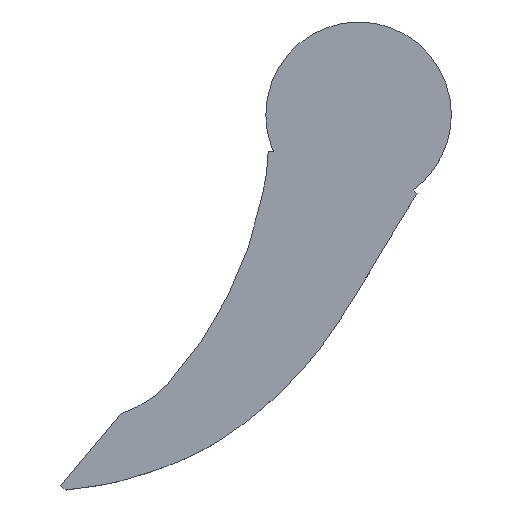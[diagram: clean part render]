
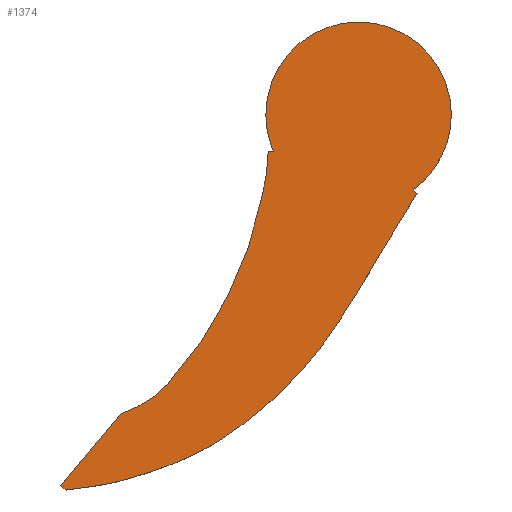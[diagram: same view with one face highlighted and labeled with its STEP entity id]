
A CAD part, top view. The second image highlights one B-rep face of the part: STEP entity #1374.
In plain terms, the highlighted planar face has unit normal (0, 0, 1).
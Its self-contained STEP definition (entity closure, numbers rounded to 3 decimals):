
#727=CARTESIAN_POINT('Vertex',(37.,0.,15.)) ;
#730=CARTESIAN_POINT('Axis2P3D Location',(0.,0.,15.)) ;
#734=CARTESIAN_POINT('Vertex',(21.762,-29.923,15.)) ;
#754=CARTESIAN_POINT('Line Origine',(22.545,-30.678,15.)) ;
#758=CARTESIAN_POINT('Vertex',(23.328,-31.432,15.)) ;
#778=CARTESIAN_POINT('Axis2P3D Location',(798.018,-518.377,15.)) ;
#782=CARTESIAN_POINT('Vertex',(9.716,-53.792,15.)) ;
#802=CARTESIAN_POINT('Axis2P3D Location',(-790.588,417.866,15.)) ;
#806=CARTESIAN_POINT('Vertex',(-8.051,-82.718,15.)) ;
#826=CARTESIAN_POINT('Axis2P3D Location',(-136.533,-0.529,15.)) ;
#830=CARTESIAN_POINT('Vertex',(-30.017,-109.693,15.)) ;
#850=CARTESIAN_POINT('Axis2P3D Location',(-140.727,3.769,15.)) ;
#854=CARTESIAN_POINT('Vertex',(-54.768,-129.428,15.)) ;
#874=CARTESIAN_POINT('Axis2P3D Location',(-111.696,-41.214,15.)) ;
#878=CARTESIAN_POINT('Vertex',(-72.36,-138.555,15.)) ;
#898=CARTESIAN_POINT('Axis2P3D Location',(-139.695,28.069,15.)) ;
#902=CARTESIAN_POINT('Vertex',(-88.487,-144.196,15.)) ;
#922=CARTESIAN_POINT('Line Origine',(-90.334,-144.745,15.)) ;
#926=CARTESIAN_POINT('Vertex',(-92.18,-145.294,15.)) ;
#946=CARTESIAN_POINT('Axis2P3D Location',(-117.094,-61.482,15.)) ;
#950=CARTESIAN_POINT('Vertex',(-105.416,-148.135,15.)) ;
#970=CARTESIAN_POINT('Line Origine',(-111.035,-148.892,15.)) ;
#974=CARTESIAN_POINT('Vertex',(-116.653,-149.649,15.)) ;
#994=CARTESIAN_POINT('Line Origine',(-117.75,-148.728,15.)) ;
#998=CARTESIAN_POINT('Vertex',(-118.848,-147.807,15.)) ;
#1018=CARTESIAN_POINT('Line Origine',(-106.935,-133.61,15.)) ;
#1022=CARTESIAN_POINT('Vertex',(-95.021,-119.412,15.)) ;
#1042=CARTESIAN_POINT('Axis2P3D Location',(-109.166,-76.646,15.)) ;
#1046=CARTESIAN_POINT('Vertex',(-75.959,-107.081,15.)) ;
#1061=CARTESIAN_POINT('Axis2P3D Location',(-109.166,-76.646,15.)) ;
#1065=CARTESIAN_POINT('Vertex',(-75.767,-106.87,15.)) ;
#1085=CARTESIAN_POINT('Axis2P3D Location',(-191.814,-2.24,15.)) ;
#1089=CARTESIAN_POINT('Vertex',(-38.543,-32.608,15.)) ;
#1109=CARTESIAN_POINT('Line Origine',(-38.13,-30.524,15.)) ;
#1113=CARTESIAN_POINT('Vertex',(-37.717,-28.44,15.)) ;
#1128=CARTESIAN_POINT('Line Origine',(-37.206,-25.86,15.)) ;
#1132=CARTESIAN_POINT('Vertex',(-36.695,-23.281,15.)) ;
#1152=CARTESIAN_POINT('Line Origine',(-36.376,-18.975,15.)) ;
#1156=CARTESIAN_POINT('Vertex',(-36.058,-14.669,15.)) ;
#1176=CARTESIAN_POINT('Line Origine',(-35.013,-14.669,15.)) ;
#1180=CARTESIAN_POINT('Vertex',(-33.968,-14.669,15.)) ;
#1195=CARTESIAN_POINT('Axis2P3D Location',(0.,0.,15.)) ;
#1199=CARTESIAN_POINT('Vertex',(-37.,0.,15.)) ;
#1219=CARTESIAN_POINT('Axis2P3D Location',(0.,0.,15.)) ;
#1345=CARTESIAN_POINT('Axis2P3D Location',(0.,0.,15.)) ;
#731=DIRECTION('Axis2P3D Direction',(0.,0.,1.)) ;
#755=DIRECTION('Vector Direction',(0.72,-0.694,0.)) ;
#779=DIRECTION('Axis2P3D Direction',(0.,0.,1.)) ;
#803=DIRECTION('Axis2P3D Direction',(0.,0.,1.)) ;
#827=DIRECTION('Axis2P3D Direction',(0.,0.,1.)) ;
#851=DIRECTION('Axis2P3D Direction',(0.,0.,1.)) ;
#875=DIRECTION('Axis2P3D Direction',(0.,0.,1.)) ;
#899=DIRECTION('Axis2P3D Direction',(0.,0.,1.)) ;
#923=DIRECTION('Vector Direction',(0.959,0.285,0.)) ;
#947=DIRECTION('Axis2P3D Direction',(0.,0.,1.)) ;
#971=DIRECTION('Vector Direction',(0.991,0.134,0.)) ;
#995=DIRECTION('Vector Direction',(0.766,-0.643,0.)) ;
#1019=DIRECTION('Vector Direction',(-0.643,-0.766,0.)) ;
#1043=DIRECTION('Axis2P3D Direction',(0.,0.,1.)) ;
#1062=DIRECTION('Axis2P3D Direction',(0.,0.,1.)) ;
#1086=DIRECTION('Axis2P3D Direction',(0.,0.,1.)) ;
#1110=DIRECTION('Vector Direction',(-0.194,-0.981,0.)) ;
#1129=DIRECTION('Vector Direction',(-0.194,-0.981,0.)) ;
#1153=DIRECTION('Vector Direction',(0.074,0.997,0.)) ;
#1177=DIRECTION('Vector Direction',(1.,0.,0.)) ;
#1196=DIRECTION('Axis2P3D Direction',(0.,0.,1.)) ;
#1220=DIRECTION('Axis2P3D Direction',(0.,0.,1.)) ;
#1346=DIRECTION('Axis2P3D Direction',(0.,0.,1.)) ;
#1347=DIRECTION('Axis2P3D XDirection',(1.,0.,0.)) ;
#732=AXIS2_PLACEMENT_3D('Circle Axis2P3D',#730,#731,$) ;
#780=AXIS2_PLACEMENT_3D('Circle Axis2P3D',#778,#779,$) ;
#804=AXIS2_PLACEMENT_3D('Circle Axis2P3D',#802,#803,$) ;
#828=AXIS2_PLACEMENT_3D('Circle Axis2P3D',#826,#827,$) ;
#852=AXIS2_PLACEMENT_3D('Circle Axis2P3D',#850,#851,$) ;
#876=AXIS2_PLACEMENT_3D('Circle Axis2P3D',#874,#875,$) ;
#900=AXIS2_PLACEMENT_3D('Circle Axis2P3D',#898,#899,$) ;
#948=AXIS2_PLACEMENT_3D('Circle Axis2P3D',#946,#947,$) ;
#1044=AXIS2_PLACEMENT_3D('Circle Axis2P3D',#1042,#1043,$) ;
#1063=AXIS2_PLACEMENT_3D('Circle Axis2P3D',#1061,#1062,$) ;
#1087=AXIS2_PLACEMENT_3D('Circle Axis2P3D',#1085,#1086,$) ;
#1197=AXIS2_PLACEMENT_3D('Circle Axis2P3D',#1195,#1196,$) ;
#1221=AXIS2_PLACEMENT_3D('Circle Axis2P3D',#1219,#1220,$) ;
#1348=AXIS2_PLACEMENT_3D('Plane Axis2P3D',#1345,#1346,#1347) ;
#1351=ORIENTED_EDGE('',*,*,#1223,.T.) ;
#1352=ORIENTED_EDGE('',*,*,#1201,.T.) ;
#1353=ORIENTED_EDGE('',*,*,#1182,.F.) ;
#1354=ORIENTED_EDGE('',*,*,#1158,.F.) ;
#1355=ORIENTED_EDGE('',*,*,#1134,.F.) ;
#1356=ORIENTED_EDGE('',*,*,#1115,.F.) ;
#1357=ORIENTED_EDGE('',*,*,#1091,.F.) ;
#1358=ORIENTED_EDGE('',*,*,#1067,.F.) ;
#1359=ORIENTED_EDGE('',*,*,#1048,.F.) ;
#1360=ORIENTED_EDGE('',*,*,#1024,.F.) ;
#1361=ORIENTED_EDGE('',*,*,#1000,.F.) ;
#1362=ORIENTED_EDGE('',*,*,#976,.F.) ;
#1363=ORIENTED_EDGE('',*,*,#952,.F.) ;
#1364=ORIENTED_EDGE('',*,*,#928,.F.) ;
#1365=ORIENTED_EDGE('',*,*,#904,.F.) ;
#1366=ORIENTED_EDGE('',*,*,#880,.F.) ;
#1367=ORIENTED_EDGE('',*,*,#856,.F.) ;
#1368=ORIENTED_EDGE('',*,*,#832,.F.) ;
#1369=ORIENTED_EDGE('',*,*,#808,.F.) ;
#1370=ORIENTED_EDGE('',*,*,#784,.F.) ;
#1371=ORIENTED_EDGE('',*,*,#760,.F.) ;
#1372=ORIENTED_EDGE('',*,*,#736,.T.) ;
#756=VECTOR('Line Direction',#755,1.) ;
#924=VECTOR('Line Direction',#923,1.) ;
#972=VECTOR('Line Direction',#971,1.) ;
#996=VECTOR('Line Direction',#995,1.) ;
#1020=VECTOR('Line Direction',#1019,1.) ;
#1111=VECTOR('Line Direction',#1110,1.) ;
#1130=VECTOR('Line Direction',#1129,1.) ;
#1154=VECTOR('Line Direction',#1153,1.) ;
#1178=VECTOR('Line Direction',#1177,1.) ;
#1374=ADVANCED_FACE('PartBody',(#1373),#1349,.T.) ;
#733=CIRCLE('generated circle',#732,37.) ;
#781=CIRCLE('generated circle',#780,915.019) ;
#805=CIRCLE('generated circle',#804,928.95) ;
#829=CIRCLE('generated circle',#828,152.521) ;
#853=CIRCLE('generated circle',#852,158.526) ;
#877=CIRCLE('generated circle',#876,104.988) ;
#901=CIRCLE('generated circle',#900,179.715) ;
#949=CIRCLE('generated circle',#948,87.436) ;
#1045=CIRCLE('generated circle',#1044,45.044) ;
#1064=CIRCLE('generated circle',#1063,45.044) ;
#1088=CIRCLE('generated circle',#1087,156.251) ;
#1198=CIRCLE('generated circle',#1197,37.) ;
#1222=CIRCLE('generated circle',#1221,37.) ;
#736=EDGE_CURVE('',#735,#728,#733,.T.) ;
#760=EDGE_CURVE('',#735,#759,#757,.T.) ;
#784=EDGE_CURVE('',#759,#783,#781,.T.) ;
#808=EDGE_CURVE('',#783,#807,#805,.F.) ;
#832=EDGE_CURVE('',#807,#831,#829,.F.) ;
#856=EDGE_CURVE('',#831,#855,#853,.F.) ;
#880=EDGE_CURVE('',#855,#879,#877,.F.) ;
#904=EDGE_CURVE('',#879,#903,#901,.F.) ;
#928=EDGE_CURVE('',#903,#927,#925,.F.) ;
#952=EDGE_CURVE('',#927,#951,#949,.F.) ;
#976=EDGE_CURVE('',#951,#975,#973,.F.) ;
#1000=EDGE_CURVE('',#975,#999,#997,.F.) ;
#1024=EDGE_CURVE('',#999,#1023,#1021,.F.) ;
#1048=EDGE_CURVE('',#1023,#1047,#1045,.T.) ;
#1067=EDGE_CURVE('',#1047,#1066,#1064,.T.) ;
#1091=EDGE_CURVE('',#1066,#1090,#1088,.T.) ;
#1115=EDGE_CURVE('',#1090,#1114,#1112,.F.) ;
#1134=EDGE_CURVE('',#1114,#1133,#1131,.F.) ;
#1158=EDGE_CURVE('',#1133,#1157,#1155,.T.) ;
#1182=EDGE_CURVE('',#1157,#1181,#1179,.T.) ;
#1201=EDGE_CURVE('',#1200,#1181,#1198,.T.) ;
#1223=EDGE_CURVE('',#728,#1200,#1222,.T.) ;
#1350=EDGE_LOOP('',(#1351,#1352,#1353,#1354,#1355,#1356,#1357,#1358,#1359,#1360,#1361,#1362,#1363,#1364,#1365,#1366,#1367,#1368,#1369,#1370,#1371,#1372)) ;
#1373=FACE_OUTER_BOUND('',#1350,.T.) ;
#757=LINE('Line',#754,#756) ;
#925=LINE('Line',#922,#924) ;
#973=LINE('Line',#970,#972) ;
#997=LINE('Line',#994,#996) ;
#1021=LINE('Line',#1018,#1020) ;
#1112=LINE('Line',#1109,#1111) ;
#1131=LINE('Line',#1128,#1130) ;
#1155=LINE('Line',#1152,#1154) ;
#1179=LINE('Line',#1176,#1178) ;
#1349=PLANE('',#1348) ;
#728=VERTEX_POINT('',#727) ;
#735=VERTEX_POINT('',#734) ;
#759=VERTEX_POINT('',#758) ;
#783=VERTEX_POINT('',#782) ;
#807=VERTEX_POINT('',#806) ;
#831=VERTEX_POINT('',#830) ;
#855=VERTEX_POINT('',#854) ;
#879=VERTEX_POINT('',#878) ;
#903=VERTEX_POINT('',#902) ;
#927=VERTEX_POINT('',#926) ;
#951=VERTEX_POINT('',#950) ;
#975=VERTEX_POINT('',#974) ;
#999=VERTEX_POINT('',#998) ;
#1023=VERTEX_POINT('',#1022) ;
#1047=VERTEX_POINT('',#1046) ;
#1066=VERTEX_POINT('',#1065) ;
#1090=VERTEX_POINT('',#1089) ;
#1114=VERTEX_POINT('',#1113) ;
#1133=VERTEX_POINT('',#1132) ;
#1157=VERTEX_POINT('',#1156) ;
#1181=VERTEX_POINT('',#1180) ;
#1200=VERTEX_POINT('',#1199) ;
